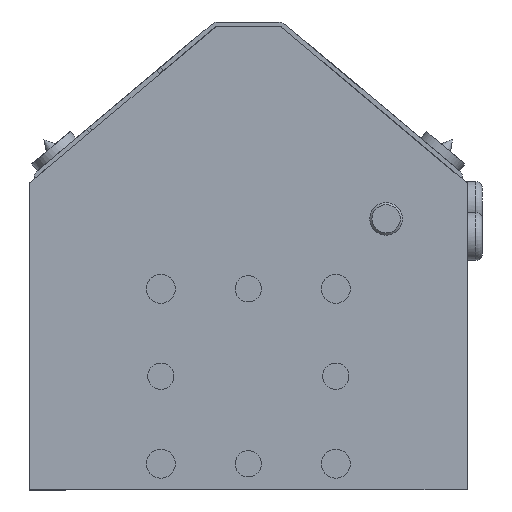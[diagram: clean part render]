
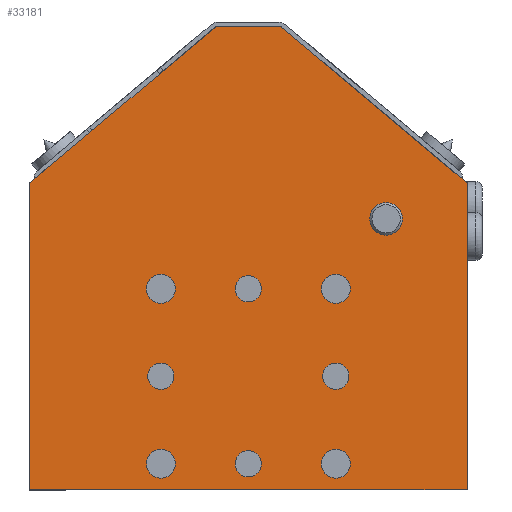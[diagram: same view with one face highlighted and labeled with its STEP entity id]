
A CAD part, left-side view. The second image highlights one B-rep face of the part: STEP entity #33181.
In plain terms, the highlighted face is planar.
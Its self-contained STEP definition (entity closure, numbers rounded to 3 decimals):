
#32524=CARTESIAN_POINT('',(150.,35.23,61.));
#32525=VERTEX_POINT('',#32524);
#32526=CARTESIAN_POINT('',(150.,31.5,61.));
#32527=DIRECTION('',(-1.0,0.0,0.0));
#32528=DIRECTION('',(0.0,-1.0,0.0));
#32529=AXIS2_PLACEMENT_3D('',#32526,#32527,#32528);
#32530=CIRCLE('',#32529,3.73);
#32531=EDGE_CURVE('',#32525,#32525,#32530,.T.);
#32589=CARTESIAN_POINT('',(150.,-16.7,5.));
#32590=VERTEX_POINT('',#32589);
#32591=CARTESIAN_POINT('',(150.,-20.,5.));
#32592=DIRECTION('',(-1.0,0.0,0.0));
#32593=DIRECTION('',(0.0,-1.0,0.0));
#32594=AXIS2_PLACEMENT_3D('',#32591,#32592,#32593);
#32595=CIRCLE('',#32594,3.3);
#32596=EDGE_CURVE('',#32590,#32590,#32595,.T.);
#32657=CARTESIAN_POINT('',(150.,23.3,45.));
#32658=VERTEX_POINT('',#32657);
#32659=CARTESIAN_POINT('',(150.,20.,45.));
#32660=DIRECTION('',(-1.0,0.0,0.0));
#32661=DIRECTION('',(0.0,-1.0,0.0));
#32662=AXIS2_PLACEMENT_3D('',#32659,#32660,#32661);
#32663=CIRCLE('',#32662,3.3);
#32664=EDGE_CURVE('',#32658,#32658,#32663,.T.);
#32725=CARTESIAN_POINT('',(150.,-16.7,45.));
#32726=VERTEX_POINT('',#32725);
#32727=CARTESIAN_POINT('',(150.,-20.,45.));
#32728=DIRECTION('',(-1.0,0.0,0.0));
#32729=DIRECTION('',(0.0,-1.0,0.0));
#32730=AXIS2_PLACEMENT_3D('',#32727,#32728,#32729);
#32731=CIRCLE('',#32730,3.3);
#32732=EDGE_CURVE('',#32726,#32726,#32731,.T.);
#32793=CARTESIAN_POINT('',(150.,23.3,5.));
#32794=VERTEX_POINT('',#32793);
#32795=CARTESIAN_POINT('',(150.,20.,5.));
#32796=DIRECTION('',(-1.0,0.0,0.0));
#32797=DIRECTION('',(0.0,-1.0,0.0));
#32798=AXIS2_PLACEMENT_3D('',#32795,#32796,#32797);
#32799=CIRCLE('',#32798,3.3);
#32800=EDGE_CURVE('',#32794,#32794,#32799,.T.);
#32813=CARTESIAN_POINT('',(150.,23.,25.));
#32814=VERTEX_POINT('',#32813);
#32815=CARTESIAN_POINT('',(150.,20.,25.));
#32816=DIRECTION('',(-1.0,0.0,0.0));
#32817=DIRECTION('',(0.0,-1.0,0.0));
#32818=AXIS2_PLACEMENT_3D('',#32815,#32816,#32817);
#32819=CIRCLE('',#32818,3.0);
#32820=EDGE_CURVE('',#32814,#32814,#32819,.T.);
#32841=CARTESIAN_POINT('',(150.,3.,45.));
#32842=VERTEX_POINT('',#32841);
#32843=CARTESIAN_POINT('',(150.,0.,45.));
#32844=DIRECTION('',(-1.0,0.0,0.0));
#32845=DIRECTION('',(0.0,-1.0,0.0));
#32846=AXIS2_PLACEMENT_3D('',#32843,#32844,#32845);
#32847=CIRCLE('',#32846,3.0);
#32848=EDGE_CURVE('',#32842,#32842,#32847,.T.);
#32869=CARTESIAN_POINT('',(150.,3.,5.));
#32870=VERTEX_POINT('',#32869);
#32871=CARTESIAN_POINT('',(150.,0.,5.));
#32872=DIRECTION('',(-1.0,0.0,0.0));
#32873=DIRECTION('',(0.0,-1.0,0.0));
#32874=AXIS2_PLACEMENT_3D('',#32871,#32872,#32873);
#32875=CIRCLE('',#32874,3.0);
#32876=EDGE_CURVE('',#32870,#32870,#32875,.T.);
#32897=CARTESIAN_POINT('',(150.,-17.,25.));
#32898=VERTEX_POINT('',#32897);
#32899=CARTESIAN_POINT('',(150.,-20.,25.));
#32900=DIRECTION('',(-1.0,0.0,0.0));
#32901=DIRECTION('',(0.0,-1.0,0.0));
#32902=AXIS2_PLACEMENT_3D('',#32899,#32900,#32901);
#32903=CIRCLE('',#32902,3.0);
#32904=EDGE_CURVE('',#32898,#32898,#32903,.T.);
#32965=CARTESIAN_POINT('',(150.,-7.329,105.));
#32966=VERTEX_POINT('',#32965);
#32967=CARTESIAN_POINT('',(150.,-50.,69.195));
#32968=VERTEX_POINT('',#32967);
#32969=CARTESIAN_POINT('',(150.,-7.329,105.));
#32970=DIRECTION('',(0.,-0.766,-0.643));
#32971=VECTOR('',#32970,55.703);
#32972=LINE('',#32969,#32971);
#32973=EDGE_CURVE('',#32966,#32968,#32972,.T.);
#33005=CARTESIAN_POINT('',(150.,50.,69.195));
#33006=VERTEX_POINT('',#33005);
#33007=CARTESIAN_POINT('',(150.,7.329,105.));
#33008=VERTEX_POINT('',#33007);
#33009=CARTESIAN_POINT('',(150.,50.,69.195));
#33010=DIRECTION('',(0.,-0.766,0.643));
#33011=VECTOR('',#33010,55.703);
#33012=LINE('',#33009,#33011);
#33013=EDGE_CURVE('',#33006,#33008,#33012,.T.);
#33046=CARTESIAN_POINT('',(150.,7.329,105.));
#33047=DIRECTION('',(0.0,-1.0,0.0));
#33048=VECTOR('',#33047,14.659);
#33049=LINE('',#33046,#33048);
#33050=EDGE_CURVE('',#33008,#32966,#33049,.T.);
#33069=CARTESIAN_POINT('',(150.,-50.,-1.));
#33070=VERTEX_POINT('',#33069);
#33085=CARTESIAN_POINT('',(150.,50.,-1.));
#33086=VERTEX_POINT('',#33085);
#33093=CARTESIAN_POINT('',(150.,-50.,-1.));
#33094=DIRECTION('',(0.0,1.0,0.0));
#33095=VECTOR('',#33094,100.0);
#33096=LINE('',#33093,#33095);
#33097=EDGE_CURVE('',#33070,#33086,#33096,.T.);
#33114=CARTESIAN_POINT('',(150.,50.,69.195));
#33115=DIRECTION('',(0.0,0.0,-1.0));
#33116=VECTOR('',#33115,70.195);
#33117=LINE('',#33114,#33116);
#33118=EDGE_CURVE('',#33006,#33086,#33117,.T.);
#33136=CARTESIAN_POINT('',(150.,0.,52.));
#33137=DIRECTION('',(1.0,0.0,0.0));
#33138=DIRECTION('',(0.0,0.0,1.0));
#33139=AXIS2_PLACEMENT_3D('',#33136,#33137,#33138);
#33140=PLANE('',#33139);
#33141=ORIENTED_EDGE('',*,*,#32973,.T.);
#33142=CARTESIAN_POINT('',(150.,-50.,69.195));
#33143=DIRECTION('',(0.0,0.0,-1.0));
#33144=VECTOR('',#33143,70.195);
#33145=LINE('',#33142,#33144);
#33146=EDGE_CURVE('',#32968,#33070,#33145,.T.);
#33147=ORIENTED_EDGE('',*,*,#33146,.T.);
#33148=ORIENTED_EDGE('',*,*,#33097,.T.);
#33149=ORIENTED_EDGE('',*,*,#33118,.F.);
#33150=ORIENTED_EDGE('',*,*,#33013,.T.);
#33151=ORIENTED_EDGE('',*,*,#33050,.T.);
#33152=EDGE_LOOP('',(#33141,#33147,#33148,#33149,#33150,#33151));
#33153=FACE_OUTER_BOUND('',#33152,.T.);
#33154=ORIENTED_EDGE('',*,*,#32531,.T.);
#33155=EDGE_LOOP('',(#33154));
#33156=FACE_BOUND('',#33155,.T.);
#33157=ORIENTED_EDGE('',*,*,#32596,.T.);
#33158=EDGE_LOOP('',(#33157));
#33159=FACE_BOUND('',#33158,.T.);
#33160=ORIENTED_EDGE('',*,*,#32664,.T.);
#33161=EDGE_LOOP('',(#33160));
#33162=FACE_BOUND('',#33161,.T.);
#33163=ORIENTED_EDGE('',*,*,#32732,.T.);
#33164=EDGE_LOOP('',(#33163));
#33165=FACE_BOUND('',#33164,.T.);
#33166=ORIENTED_EDGE('',*,*,#32800,.T.);
#33167=EDGE_LOOP('',(#33166));
#33168=FACE_BOUND('',#33167,.T.);
#33169=ORIENTED_EDGE('',*,*,#32820,.T.);
#33170=EDGE_LOOP('',(#33169));
#33171=FACE_BOUND('',#33170,.T.);
#33172=ORIENTED_EDGE('',*,*,#32848,.T.);
#33173=EDGE_LOOP('',(#33172));
#33174=FACE_BOUND('',#33173,.T.);
#33175=ORIENTED_EDGE('',*,*,#32876,.T.);
#33176=EDGE_LOOP('',(#33175));
#33177=FACE_BOUND('',#33176,.T.);
#33178=ORIENTED_EDGE('',*,*,#32904,.T.);
#33179=EDGE_LOOP('',(#33178));
#33180=FACE_BOUND('',#33179,.T.);
#33181=ADVANCED_FACE('',(#33153,#33156,#33159,#33162,#33165,#33168,#33171,#33174,#33177,#33180),#33140,.T.);
